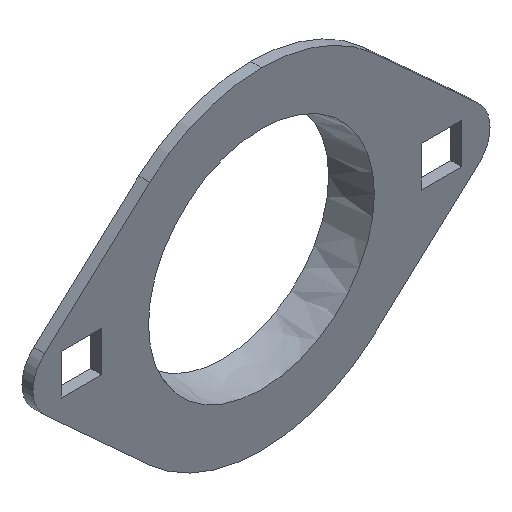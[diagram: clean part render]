
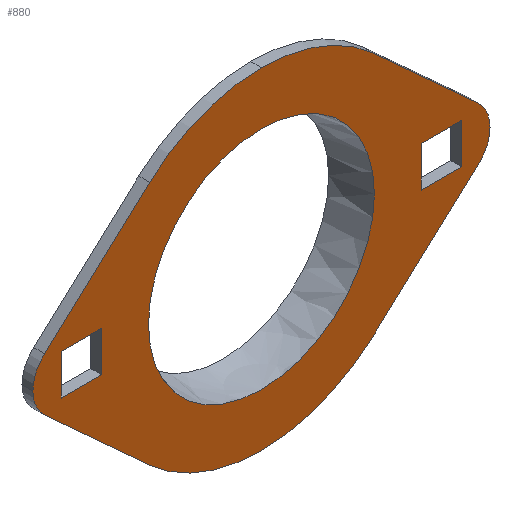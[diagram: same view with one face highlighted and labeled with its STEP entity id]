
A CAD part, isometric view. The second image highlights one B-rep face of the part: STEP entity #880.
In plain terms, the highlighted planar face has unit normal (0, -1, 0).
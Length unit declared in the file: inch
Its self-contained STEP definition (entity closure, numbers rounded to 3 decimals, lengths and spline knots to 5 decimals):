
#138=CARTESIAN_POINT('',(9.41533,4.30728,0.076));
#139=VERTEX_POINT('',#138);
#155=CARTESIAN_POINT('',(9.33386,4.30728,0.26066));
#156=VERTEX_POINT('',#155);
#163=CARTESIAN_POINT('',(9.16533,4.30728,0.076));
#164=DIRECTION('',(0.0,1.0,0.0));
#165=DIRECTION('',(1.0,0.0,0.0));
#166=AXIS2_PLACEMENT_3D('',#163,#164,#165);
#167=CIRCLE('',#166,0.25);
#168=EDGE_CURVE('',#156,#139,#167,.T.);
#180=CARTESIAN_POINT('',(7.82283,4.30728,1.231));
#181=VERTEX_POINT('',#180);
#197=CARTESIAN_POINT('',(7.04423,4.30728,0.92911));
#198=VERTEX_POINT('',#197);
#205=CARTESIAN_POINT('',(7.82283,4.30728,0.076));
#206=DIRECTION('',(0.0,1.0,0.0));
#207=DIRECTION('',(0.0,0.0,1.0));
#208=AXIS2_PLACEMENT_3D('',#205,#206,#207);
#209=CIRCLE('',#208,1.155);
#210=EDGE_CURVE('',#198,#181,#209,.T.);
#222=CARTESIAN_POINT('',(6.23033,4.30728,0.076));
#223=VERTEX_POINT('',#222);
#239=CARTESIAN_POINT('',(6.3118,4.30728,-0.10866));
#240=VERTEX_POINT('',#239);
#247=CARTESIAN_POINT('',(6.48033,4.30728,0.076));
#248=DIRECTION('',(0.0,1.0,0.0));
#249=DIRECTION('',(-1.0,0.0,0.0));
#250=AXIS2_PLACEMENT_3D('',#247,#248,#249);
#251=CIRCLE('',#250,0.25);
#252=EDGE_CURVE('',#240,#223,#251,.T.);
#264=CARTESIAN_POINT('',(7.82283,4.30728,-1.079));
#265=VERTEX_POINT('',#264);
#281=CARTESIAN_POINT('',(8.60144,4.30728,-0.77711));
#282=VERTEX_POINT('',#281);
#289=CARTESIAN_POINT('',(7.82283,4.30728,0.076));
#290=DIRECTION('',(0.0,1.0,0.0));
#291=DIRECTION('',(0.0,0.0,-1.0));
#292=AXIS2_PLACEMENT_3D('',#289,#290,#291);
#293=CIRCLE('',#292,1.155);
#294=EDGE_CURVE('',#282,#265,#293,.T.);
#455=CARTESIAN_POINT('',(8.93683,4.30728,-0.0645));
#456=VERTEX_POINT('',#455);
#457=CARTESIAN_POINT('',(8.93683,4.30728,0.2165));
#458=VERTEX_POINT('',#457);
#459=CARTESIAN_POINT('',(8.93683,4.30728,-0.0645));
#460=DIRECTION('',(0.0,0.0,1.0));
#461=VECTOR('',#460,0.281);
#462=LINE('',#459,#461);
#463=EDGE_CURVE('',#456,#458,#462,.T.);
#486=CARTESIAN_POINT('',(9.21783,4.30728,0.2165));
#487=VERTEX_POINT('',#486);
#488=CARTESIAN_POINT('',(8.93683,4.30728,0.2165));
#489=DIRECTION('',(1.0,0.0,0.0));
#490=VECTOR('',#489,0.281);
#491=LINE('',#488,#490);
#492=EDGE_CURVE('',#458,#487,#491,.T.);
#510=CARTESIAN_POINT('',(9.21783,4.30728,-0.0645));
#511=VERTEX_POINT('',#510);
#512=CARTESIAN_POINT('',(9.21783,4.30728,0.2165));
#513=DIRECTION('',(0.0,0.0,-1.0));
#514=VECTOR('',#513,0.281);
#515=LINE('',#512,#514);
#516=EDGE_CURVE('',#487,#511,#515,.T.);
#534=CARTESIAN_POINT('',(9.21783,4.30728,-0.0645));
#535=DIRECTION('',(-1.0,0.0,0.0));
#536=VECTOR('',#535,0.281);
#537=LINE('',#534,#536);
#538=EDGE_CURVE('',#511,#456,#537,.T.);
#551=CARTESIAN_POINT('',(6.42783,4.30728,-0.0645));
#552=VERTEX_POINT('',#551);
#553=CARTESIAN_POINT('',(6.42783,4.30728,0.2165));
#554=VERTEX_POINT('',#553);
#555=CARTESIAN_POINT('',(6.42783,4.30728,-0.0645));
#556=DIRECTION('',(0.0,0.0,1.0));
#557=VECTOR('',#556,0.281);
#558=LINE('',#555,#557);
#559=EDGE_CURVE('',#552,#554,#558,.T.);
#582=CARTESIAN_POINT('',(6.70883,4.30728,0.2165));
#583=VERTEX_POINT('',#582);
#584=CARTESIAN_POINT('',(6.42783,4.30728,0.2165));
#585=DIRECTION('',(1.0,0.0,0.0));
#586=VECTOR('',#585,0.281);
#587=LINE('',#584,#586);
#588=EDGE_CURVE('',#554,#583,#587,.T.);
#606=CARTESIAN_POINT('',(6.70883,4.30728,-0.0645));
#607=VERTEX_POINT('',#606);
#608=CARTESIAN_POINT('',(6.70883,4.30728,0.2165));
#609=DIRECTION('',(0.0,0.0,-1.0));
#610=VECTOR('',#609,0.281);
#611=LINE('',#608,#610);
#612=EDGE_CURVE('',#583,#607,#611,.T.);
#630=CARTESIAN_POINT('',(6.70883,4.30728,-0.0645));
#631=DIRECTION('',(-1.0,0.0,0.0));
#632=VECTOR('',#631,0.281);
#633=LINE('',#630,#632);
#634=EDGE_CURVE('',#607,#552,#633,.T.);
#647=CARTESIAN_POINT('',(9.33386,4.30728,-0.10866));
#648=VERTEX_POINT('',#647);
#649=CARTESIAN_POINT('',(9.33386,4.30728,-0.10866));
#650=DIRECTION('',(-0.739,0.0,-0.674));
#651=VECTOR('',#650,0.99161);
#652=LINE('',#649,#651);
#653=EDGE_CURVE('',#648,#282,#652,.T.);
#672=CARTESIAN_POINT('',(7.04423,4.30728,-0.77711));
#673=VERTEX_POINT('',#672);
#674=CARTESIAN_POINT('',(7.82283,4.30728,0.076));
#675=DIRECTION('',(0.0,1.0,0.0));
#676=DIRECTION('',(0.0,0.0,-1.0));
#677=AXIS2_PLACEMENT_3D('',#674,#675,#676);
#678=CIRCLE('',#677,1.155);
#679=EDGE_CURVE('',#265,#673,#678,.T.);
#696=CARTESIAN_POINT('',(7.04423,4.30728,-0.77711));
#697=DIRECTION('',(-0.739,0.0,0.674));
#698=VECTOR('',#697,0.99161);
#699=LINE('',#696,#698);
#700=EDGE_CURVE('',#673,#240,#699,.T.);
#714=CARTESIAN_POINT('',(6.3118,4.30728,0.26066));
#715=VERTEX_POINT('',#714);
#716=CARTESIAN_POINT('',(6.48033,4.30728,0.076));
#717=DIRECTION('',(0.0,1.0,0.0));
#718=DIRECTION('',(-1.0,0.0,0.0));
#719=AXIS2_PLACEMENT_3D('',#716,#717,#718);
#720=CIRCLE('',#719,0.25);
#721=EDGE_CURVE('',#223,#715,#720,.T.);
#738=CARTESIAN_POINT('',(6.3118,4.30728,0.26066));
#739=DIRECTION('',(0.739,0.0,0.674));
#740=VECTOR('',#739,0.99161);
#741=LINE('',#738,#740);
#742=EDGE_CURVE('',#715,#198,#741,.T.);
#756=CARTESIAN_POINT('',(8.60144,4.30728,0.92911));
#757=VERTEX_POINT('',#756);
#758=CARTESIAN_POINT('',(7.82283,4.30728,0.076));
#759=DIRECTION('',(0.0,1.0,0.0));
#760=DIRECTION('',(0.0,0.0,1.0));
#761=AXIS2_PLACEMENT_3D('',#758,#759,#760);
#762=CIRCLE('',#761,1.155);
#763=EDGE_CURVE('',#181,#757,#762,.T.);
#780=CARTESIAN_POINT('',(8.60144,4.30728,0.92911));
#781=DIRECTION('',(0.739,0.0,-0.674));
#782=VECTOR('',#781,0.99161);
#783=LINE('',#780,#782);
#784=EDGE_CURVE('',#757,#156,#783,.T.);
#798=CARTESIAN_POINT('',(9.16533,4.30728,0.076));
#799=DIRECTION('',(0.0,1.0,0.0));
#800=DIRECTION('',(1.0,0.0,0.0));
#801=AXIS2_PLACEMENT_3D('',#798,#799,#800);
#802=CIRCLE('',#801,0.25);
#803=EDGE_CURVE('',#139,#648,#802,.T.);
#838=CARTESIAN_POINT('',(5.82283,4.30728,-0.924));
#839=DIRECTION('',(0.0,1.0,0.0));
#840=DIRECTION('',(0.0,0.0,1.0));
#841=AXIS2_PLACEMENT_3D('',#838,#839,#840);
#842=PLANE('',#841);
#843=ORIENTED_EDGE('',*,*,#653,.F.);
#844=ORIENTED_EDGE('',*,*,#803,.F.);
#845=ORIENTED_EDGE('',*,*,#168,.F.);
#846=ORIENTED_EDGE('',*,*,#784,.F.);
#847=ORIENTED_EDGE('',*,*,#763,.F.);
#848=ORIENTED_EDGE('',*,*,#210,.F.);
#849=ORIENTED_EDGE('',*,*,#742,.F.);
#850=ORIENTED_EDGE('',*,*,#721,.F.);
#851=ORIENTED_EDGE('',*,*,#252,.F.);
#852=ORIENTED_EDGE('',*,*,#700,.F.);
#853=ORIENTED_EDGE('',*,*,#679,.F.);
#854=ORIENTED_EDGE('',*,*,#294,.F.);
#855=EDGE_LOOP('',(#843,#844,#845,#846,#847,#848,#849,#850,#851,#852,#853,#854));
#856=FACE_OUTER_BOUND('',#855,.T.);
#857=CARTESIAN_POINT('',(7.82283,4.30728,-0.711));
#858=VERTEX_POINT('',#857);
#859=CARTESIAN_POINT('',(7.82283,4.30728,0.076));
#860=DIRECTION('',(0.0,1.0,0.0));
#861=DIRECTION('',(0.0,0.0,1.0));
#862=AXIS2_PLACEMENT_3D('',#859,#860,#861);
#863=CIRCLE('',#862,0.787);
#864=EDGE_CURVE('',#858,#858,#863,.T.);
#865=ORIENTED_EDGE('',*,*,#864,.T.);
#866=EDGE_LOOP('',(#865));
#867=FACE_BOUND('',#866,.T.);
#868=ORIENTED_EDGE('',*,*,#463,.T.);
#869=ORIENTED_EDGE('',*,*,#492,.T.);
#870=ORIENTED_EDGE('',*,*,#516,.T.);
#871=ORIENTED_EDGE('',*,*,#538,.T.);
#872=EDGE_LOOP('',(#868,#869,#870,#871));
#873=FACE_BOUND('',#872,.T.);
#874=ORIENTED_EDGE('',*,*,#559,.T.);
#875=ORIENTED_EDGE('',*,*,#588,.T.);
#876=ORIENTED_EDGE('',*,*,#612,.T.);
#877=ORIENTED_EDGE('',*,*,#634,.T.);
#878=EDGE_LOOP('',(#874,#875,#876,#877));
#879=FACE_BOUND('',#878,.T.);
#880=ADVANCED_FACE('',(#856,#867,#873,#879),#842,.F.);
